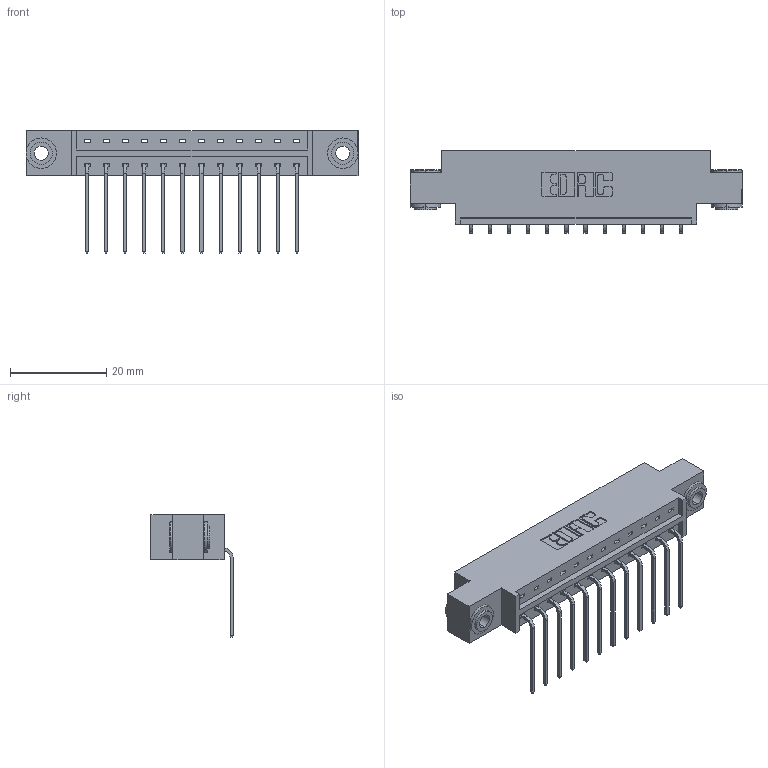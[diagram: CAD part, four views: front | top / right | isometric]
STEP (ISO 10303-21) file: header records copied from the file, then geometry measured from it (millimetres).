
FILE_DESCRIPTION (( 'STEP AP203' ), '1' );
FILE_NAME ('833-012-559-603.STEP', '2020-05-30T23:08:48', ( '' ), ( '' ), 'SwSTEP 2.0', 'SolidWorks 2020', '' );
FILE_SCHEMA (( 'CONFIG_CONTROL_DESIGN' ));
Length unit declared in the file: inch
Products named in the file (4): 833-012-559-603; 345-292-001_558 559 Tail - 1; 345-250-002_345-250-002-102; 833 Part_Offset - .156 Dia - TH
Assembly tree (15 placements, depth 2):
  833-012-559-603
    833 Part_Offset - .156 Dia - TH
    345-292-001_558 559 Tail - 1  x12
    345-250-002_345-250-002-102  x2
Bounding box: 69.09 x 17.09 x 25.53 mm (x, y, z)
Volume: 6525.8 mm3; surface area: 7535.1 mm2
Topology: 15 solids, 15 shells, 876 faces, 2583 edges, 1702 vertices
Faces by surface type: plane 612, cylinder 256, cone 8
Entity records: 12082 total; most frequent: CARTESIAN_POINT 2069, ORIENTED_EDGE 2010, DIRECTION 1839, EDGE_CURVE 1005, LINE 853, VECTOR 853, VERTEX_POINT 666, AXIS2_PLACEMENT_3D 493
